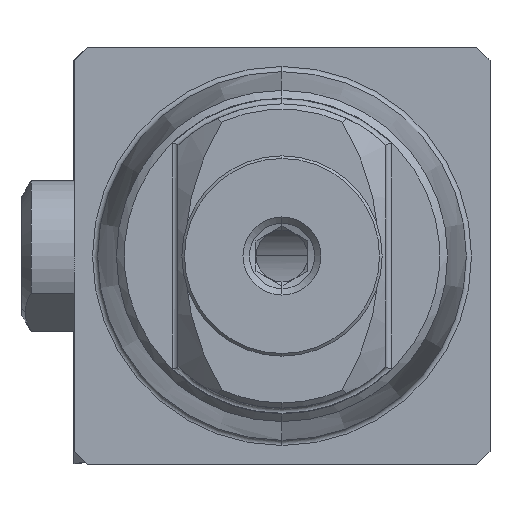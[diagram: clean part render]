
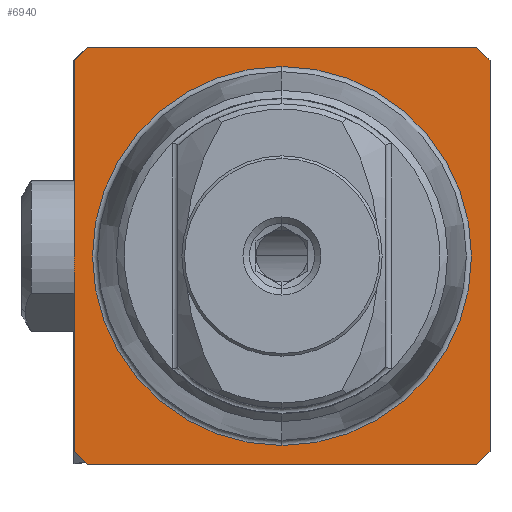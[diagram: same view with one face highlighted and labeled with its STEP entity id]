
A CAD part, left-side view. The second image highlights one B-rep face of the part: STEP entity #6940.
In plain terms, the highlighted planar face has unit normal (-1, 0, 0).
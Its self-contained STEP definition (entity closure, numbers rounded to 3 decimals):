
#157 = LINE ( 'NONE', #2215, #6778 ) ;
#233 = LINE ( 'NONE', #4906, #5522 ) ;
#339 = CARTESIAN_POINT ( 'NONE',  ( 0., 8., 0. ) ) ;
#359 = CARTESIAN_POINT ( 'NONE',  ( 0., 8., -7.5 ) ) ;
#652 = VERTEX_POINT ( 'NONE', #2185 ) ;
#780 = DIRECTION ( 'NONE',  ( -1., 0., 0. ) ) ;
#832 = AXIS2_PLACEMENT_3D ( 'NONE', #3553, #780, #2096 ) ;
#1026 = VERTEX_POINT ( 'NONE', #3578 ) ;
#1055 = DIRECTION ( 'NONE',  ( 0., -1., 0. ) ) ;
#1065 = EDGE_CURVE ( 'NONE', #6048, #5100, #6044, .T. ) ;
#1117 = ORIENTED_EDGE ( 'NONE', *, *, #3673, .F. ) ;
#1257 = EDGE_CURVE ( 'NONE', #652, #1026, #7351, .T. ) ;
#1336 = DIRECTION ( 'NONE',  ( 0., 0., -1. ) ) ;
#1370 = DIRECTION ( 'NONE',  ( 1., 0., 0. ) ) ;
#1473 = DIRECTION ( 'NONE',  ( 0., -0.707, 0.707 ) ) ;
#1488 = ORIENTED_EDGE ( 'NONE', *, *, #4572, .F. ) ;
#1719 = CARTESIAN_POINT ( 'NONE',  ( 0., 7.287, 8. ) ) ;
#1760 = LINE ( 'NONE', #8575, #1788 ) ;
#1788 = VECTOR ( 'NONE', #5115, 1000. ) ;
#1852 = ORIENTED_EDGE ( 'NONE', *, *, #8426, .T. ) ;
#2029 = CARTESIAN_POINT ( 'NONE',  ( 0., -7.5, 8. ) ) ;
#2096 = DIRECTION ( 'NONE',  ( 0., 0., 1. ) ) ;
#2185 = CARTESIAN_POINT ( 'NONE',  ( 0., -8., 7.5 ) ) ;
#2215 = CARTESIAN_POINT ( 'NONE',  ( 0., -7.5, 8. ) ) ;
#2645 = DIRECTION ( 'NONE',  ( 0., 0., -1. ) ) ;
#2677 = CARTESIAN_POINT ( 'NONE',  ( 0., 8., 7.5 ) ) ;
#2687 = ORIENTED_EDGE ( 'NONE', *, *, #1065, .T. ) ;
#2704 = EDGE_CURVE ( 'NONE', #7817, #7910, #5177, .T. ) ;
#2795 = DIRECTION ( 'NONE',  ( 0., 0., 1. ) ) ;
#2840 = DIRECTION ( 'NONE',  ( 0., 0.707, 0.707 ) ) ;
#2875 = LINE ( 'NONE', #3620, #6099 ) ;
#3022 = CARTESIAN_POINT ( 'NONE',  ( 0., -7.5, -8. ) ) ;
#3066 = VECTOR ( 'NONE', #4917, 1000. ) ;
#3266 = FACE_BOUND ( 'NONE', #4300, .T. ) ;
#3322 = LINE ( 'NONE', #1719, #8428 ) ;
#3358 = CARTESIAN_POINT ( 'NONE',  ( 0., -8., 0. ) ) ;
#3381 = ORIENTED_EDGE ( 'NONE', *, *, #5004, .T. ) ;
#3384 = CARTESIAN_POINT ( 'NONE',  ( 0., 0., 7.287 ) ) ;
#3548 = LINE ( 'NONE', #339, #3066 ) ;
#3553 = CARTESIAN_POINT ( 'NONE',  ( 0., 0., 0. ) ) ;
#3578 = CARTESIAN_POINT ( 'NONE',  ( 0., -8., -7.5 ) ) ;
#3620 = CARTESIAN_POINT ( 'NONE',  ( 0., -8., -7.5 ) ) ;
#3673 = EDGE_CURVE ( 'NONE', #6048, #6898, #3322, .T. ) ;
#3760 = ORIENTED_EDGE ( 'NONE', *, *, #2704, .F. ) ;
#3909 = EDGE_LOOP ( 'NONE', ( #1488, #3381, #4426, #5157, #8065, #1852, #1117, #2687 ) ) ;
#3914 = EDGE_CURVE ( 'NONE', #8169, #5917, #1760, .T. ) ;
#4248 = DIRECTION ( 'NONE',  ( 0., -0.707, -0.707 ) ) ;
#4300 = EDGE_LOOP ( 'NONE', ( #5101, #3760 ) ) ;
#4426 = ORIENTED_EDGE ( 'NONE', *, *, #3914, .F. ) ;
#4572 = EDGE_CURVE ( 'NONE', #5487, #5100, #3548, .T. ) ;
#4639 = CIRCLE ( 'NONE', #832, 7.287 ) ;
#4839 = VECTOR ( 'NONE', #1336, 1000. ) ;
#4906 = CARTESIAN_POINT ( 'NONE',  ( 0., 7.5, -8. ) ) ;
#4917 = DIRECTION ( 'NONE',  ( 0., 0., 1. ) ) ;
#4957 = EDGE_CURVE ( 'NONE', #8169, #1026, #2875, .T. ) ;
#5004 = EDGE_CURVE ( 'NONE', #5487, #5917, #233, .T. ) ;
#5100 = VERTEX_POINT ( 'NONE', #8412 ) ;
#5101 = ORIENTED_EDGE ( 'NONE', *, *, #8042, .F. ) ;
#5115 = DIRECTION ( 'NONE',  ( 0., 1., 0. ) ) ;
#5157 = ORIENTED_EDGE ( 'NONE', *, *, #4957, .T. ) ;
#5177 = CIRCLE ( 'NONE', #7009, 7.287 ) ;
#5352 = CARTESIAN_POINT ( 'NONE',  ( 0., 7.287, 0. ) ) ;
#5379 = DIRECTION ( 'NONE',  ( 0., 0.707, -0.707 ) ) ;
#5415 = DIRECTION ( 'NONE',  ( -1., 0., 0. ) ) ;
#5487 = VERTEX_POINT ( 'NONE', #359 ) ;
#5522 = VECTOR ( 'NONE', #4248, 1000. ) ;
#5917 = VERTEX_POINT ( 'NONE', #5954 ) ;
#5954 = CARTESIAN_POINT ( 'NONE',  ( 0., 7.5, -8. ) ) ;
#5980 = FACE_OUTER_BOUND ( 'NONE', #3909, .T. ) ;
#6044 = LINE ( 'NONE', #2677, #7680 ) ;
#6048 = VERTEX_POINT ( 'NONE', #6700 ) ;
#6099 = VECTOR ( 'NONE', #1473, 1000. ) ;
#6698 = CARTESIAN_POINT ( 'NONE',  ( 0., 0., 0. ) ) ;
#6700 = CARTESIAN_POINT ( 'NONE',  ( 0., 7.5, 8. ) ) ;
#6778 = VECTOR ( 'NONE', #2840, 1000. ) ;
#6898 = VERTEX_POINT ( 'NONE', #2029 ) ;
#6940 = ADVANCED_FACE ( 'NONE', ( #3266, #5980 ), #8717, .F. ) ;
#7009 = AXIS2_PLACEMENT_3D ( 'NONE', #6698, #5415, #2795 ) ;
#7102 = CARTESIAN_POINT ( 'NONE',  ( 0., 0., -7.287 ) ) ;
#7351 = LINE ( 'NONE', #3358, #4839 ) ;
#7390 = AXIS2_PLACEMENT_3D ( 'NONE', #5352, #1370, #2645 ) ;
#7680 = VECTOR ( 'NONE', #5379, 1000. ) ;
#7817 = VERTEX_POINT ( 'NONE', #7102 ) ;
#7910 = VERTEX_POINT ( 'NONE', #3384 ) ;
#8042 = EDGE_CURVE ( 'NONE', #7910, #7817, #4639, .T. ) ;
#8065 = ORIENTED_EDGE ( 'NONE', *, *, #1257, .F. ) ;
#8169 = VERTEX_POINT ( 'NONE', #3022 ) ;
#8412 = CARTESIAN_POINT ( 'NONE',  ( 0., 8., 7.5 ) ) ;
#8426 = EDGE_CURVE ( 'NONE', #652, #6898, #157, .T. ) ;
#8428 = VECTOR ( 'NONE', #1055, 1000. ) ;
#8575 = CARTESIAN_POINT ( 'NONE',  ( 0., 7.287, -8. ) ) ;
#8717 = PLANE ( 'NONE',  #7390 ) ;
